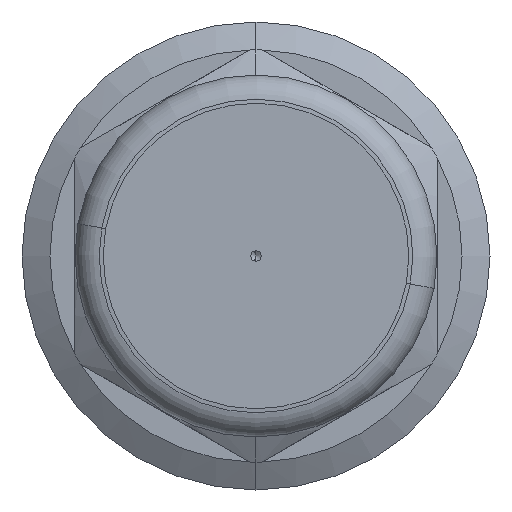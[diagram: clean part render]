
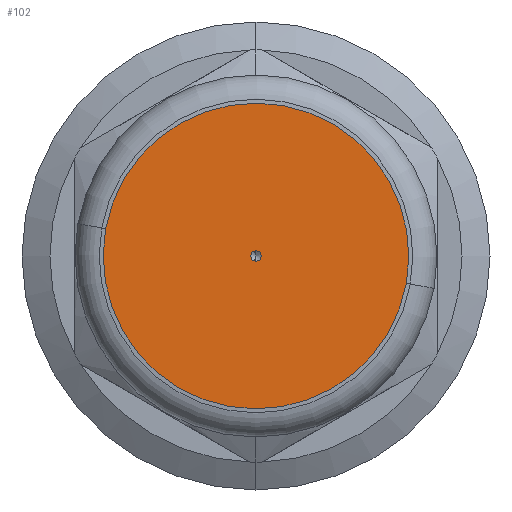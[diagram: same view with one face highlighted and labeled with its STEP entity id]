
A CAD part, left-side view. The second image highlights one B-rep face of the part: STEP entity #102.
In plain terms, the highlighted planar face has unit normal (-1, 0, 0).
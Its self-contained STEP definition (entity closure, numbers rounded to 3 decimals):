
#50 = DIRECTION ( 'NONE',  ( 0., -0.984, -0.179 ) ) ;
#102 = ADVANCED_FACE ( 'NONE', ( #5790, #9286 ), #15776, .T. ) ;
#294 = DIRECTION ( 'NONE',  ( 0., -0.984, -0.179 ) ) ;
#421 = CARTESIAN_POINT ( 'NONE',  ( -68.9, 0., 0. ) ) ;
#453 = EDGE_LOOP ( 'NONE', ( #8341, #16650 ) ) ;
#1101 = ORIENTED_EDGE ( 'NONE', *, *, #14203, .F. ) ;
#1221 = DIRECTION ( 'NONE',  ( -1., 0., 0. ) ) ;
#1338 = CARTESIAN_POINT ( 'NONE',  ( -68.9, 0., 0. ) ) ;
#1481 = CARTESIAN_POINT ( 'NONE',  ( -68.9, 0., 0. ) ) ;
#2818 = EDGE_CURVE ( 'NONE', #15085, #7354, #10717, .T. ) ;
#4240 = EDGE_LOOP ( 'NONE', ( #8015, #1101 ) ) ;
#4610 = DIRECTION ( 'NONE',  ( 1., 0., 0. ) ) ;
#4825 = DIRECTION ( 'NONE',  ( 1., 0., 0. ) ) ;
#4981 = DIRECTION ( 'NONE',  ( 0., -0.984, -0.179 ) ) ;
#5790 = FACE_BOUND ( 'NONE', #453, .T. ) ;
#5859 = AXIS2_PLACEMENT_3D ( 'NONE', #1481, #10752, #294 ) ;
#7354 = VERTEX_POINT ( 'NONE', #12085 ) ;
#7438 = CARTESIAN_POINT ( 'NONE',  ( -68.9, 0., 0. ) ) ;
#7903 = AXIS2_PLACEMENT_3D ( 'NONE', #9261, #1221, #15725 ) ;
#8015 = ORIENTED_EDGE ( 'NONE', *, *, #12181, .F. ) ;
#8341 = ORIENTED_EDGE ( 'NONE', *, *, #2818, .T. ) ;
#9261 = CARTESIAN_POINT ( 'NONE',  ( -68.9, -0.59, -0.107 ) ) ;
#9286 = FACE_OUTER_BOUND ( 'NONE', #4240, .T. ) ;
#9645 = VERTEX_POINT ( 'NONE', #14017 ) ;
#10717 = CIRCLE ( 'NONE', #14065, 0.6 ) ;
#10752 = DIRECTION ( 'NONE',  ( 1., 0., 0. ) ) ;
#11059 = CARTESIAN_POINT ( 'NONE',  ( -68.9, -0.59, -0.107 ) ) ;
#11205 = AXIS2_PLACEMENT_3D ( 'NONE', #1338, #15911, #50 ) ;
#12085 = CARTESIAN_POINT ( 'NONE',  ( -68.9, 0.59, 0.107 ) ) ;
#12181 = EDGE_CURVE ( 'NONE', #14689, #9645, #16331, .T. ) ;
#12493 = DIRECTION ( 'NONE',  ( 0., -0.984, -0.179 ) ) ;
#12973 = CARTESIAN_POINT ( 'NONE',  ( -68.9, -17.071, -3.101 ) ) ;
#14017 = CARTESIAN_POINT ( 'NONE',  ( -68.9, 17.071, 3.101 ) ) ;
#14065 = AXIS2_PLACEMENT_3D ( 'NONE', #421, #4610, #12493 ) ;
#14203 = EDGE_CURVE ( 'NONE', #9645, #14689, #16881, .T. ) ;
#14689 = VERTEX_POINT ( 'NONE', #12973 ) ;
#14981 = CIRCLE ( 'NONE', #16811, 0.6 ) ;
#15085 = VERTEX_POINT ( 'NONE', #11059 ) ;
#15725 = DIRECTION ( 'NONE',  ( 0., 0.984, 0.179 ) ) ;
#15776 = PLANE ( 'NONE',  #7903 ) ;
#15911 = DIRECTION ( 'NONE',  ( 1., 0., 0. ) ) ;
#16331 = CIRCLE ( 'NONE', #5859, 17.35 ) ;
#16650 = ORIENTED_EDGE ( 'NONE', *, *, #16779, .T. ) ;
#16779 = EDGE_CURVE ( 'NONE', #7354, #15085, #14981, .T. ) ;
#16811 = AXIS2_PLACEMENT_3D ( 'NONE', #7438, #4825, #4981 ) ;
#16881 = CIRCLE ( 'NONE', #11205, 17.35 ) ;
